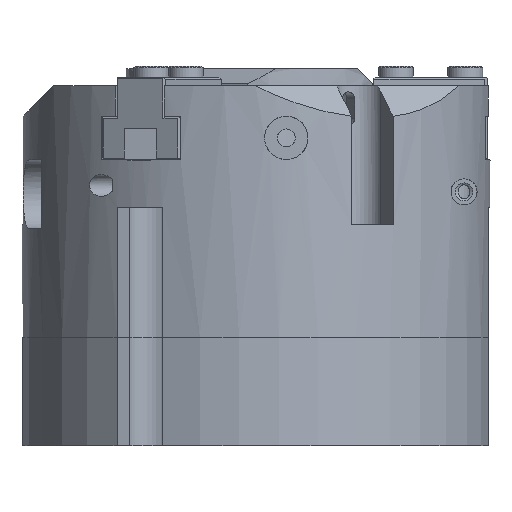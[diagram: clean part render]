
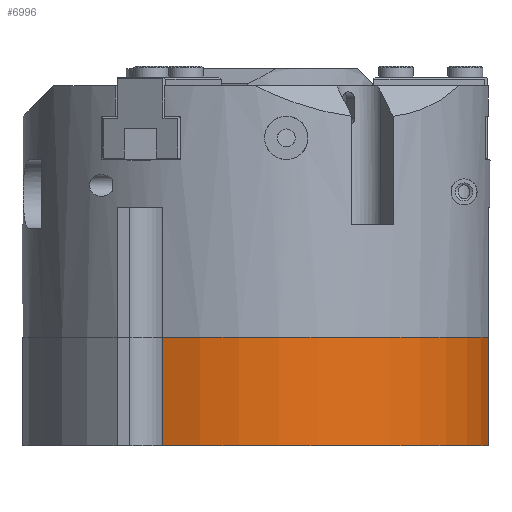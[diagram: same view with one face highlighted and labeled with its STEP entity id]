
A CAD part, left-side view. The second image highlights one B-rep face of the part: STEP entity #6996.
In plain terms, the highlighted cylindrical face has radius 54 mm (diameter 108 mm), a partial arc.
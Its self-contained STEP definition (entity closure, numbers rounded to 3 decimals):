
#594=CIRCLE('',#7861,54.);
#614=CIRCLE('',#7897,54.);
#1182=FACE_OUTER_BOUND('',#1616,.T.);
#1616=EDGE_LOOP('',(#6433,#6434,#6435,#6436));
#2189=LINE('',#12783,#2761);
#2194=LINE('',#12794,#2766);
#2761=VECTOR('',#9870,10.);
#2766=VECTOR('',#9881,10.);
#3469=VERTEX_POINT('',#12654);
#3470=VERTEX_POINT('',#12656);
#3493=VERTEX_POINT('',#12782);
#3496=VERTEX_POINT('',#12792);
#4449=EDGE_CURVE('',#3469,#3470,#594,.T.);
#4477=EDGE_CURVE('',#3493,#3470,#2189,.T.);
#4483=EDGE_CURVE('',#3469,#3496,#2194,.T.);
#4495=EDGE_CURVE('',#3496,#3493,#614,.T.);
#6433=ORIENTED_EDGE('',*,*,#4477,.T.);
#6434=ORIENTED_EDGE('',*,*,#4449,.F.);
#6435=ORIENTED_EDGE('',*,*,#4483,.T.);
#6436=ORIENTED_EDGE('',*,*,#4495,.T.);
#6651=CYLINDRICAL_SURFACE('',#7896,54.);
#6996=ADVANCED_FACE('',(#1182),#6651,.T.);
#7861=AXIS2_PLACEMENT_3D('',#12657,#9815,#9816);
#7896=AXIS2_PLACEMENT_3D('',#12817,#9908,#9909);
#7897=AXIS2_PLACEMENT_3D('',#12818,#9910,#9911);
#9815=DIRECTION('center_axis',(0.,1.,0.));
#9816=DIRECTION('ref_axis',(1.,0.,0.));
#9870=DIRECTION('',(0.,1.,0.));
#9881=DIRECTION('',(0.,-1.,0.));
#9908=DIRECTION('center_axis',(0.,1.,0.));
#9909=DIRECTION('ref_axis',(-1.,0.,0.));
#9910=DIRECTION('center_axis',(0.,1.,0.));
#9911=DIRECTION('ref_axis',(1.,0.,0.));
#12654=CARTESIAN_POINT('',(-21.637,12.5,49.476));
#12656=CARTESIAN_POINT('',(53.666,12.5,6.));
#12657=CARTESIAN_POINT('Origin',(0.,12.5,0.));
#12782=CARTESIAN_POINT('',(53.666,-12.5,6.));
#12783=CARTESIAN_POINT('',(53.666,0.,6.));
#12792=CARTESIAN_POINT('',(-21.637,-12.5,49.476));
#12794=CARTESIAN_POINT('',(-21.637,0.,49.476));
#12817=CARTESIAN_POINT('Origin',(0.,0.,0.));
#12818=CARTESIAN_POINT('Origin',(0.,-12.5,0.));
